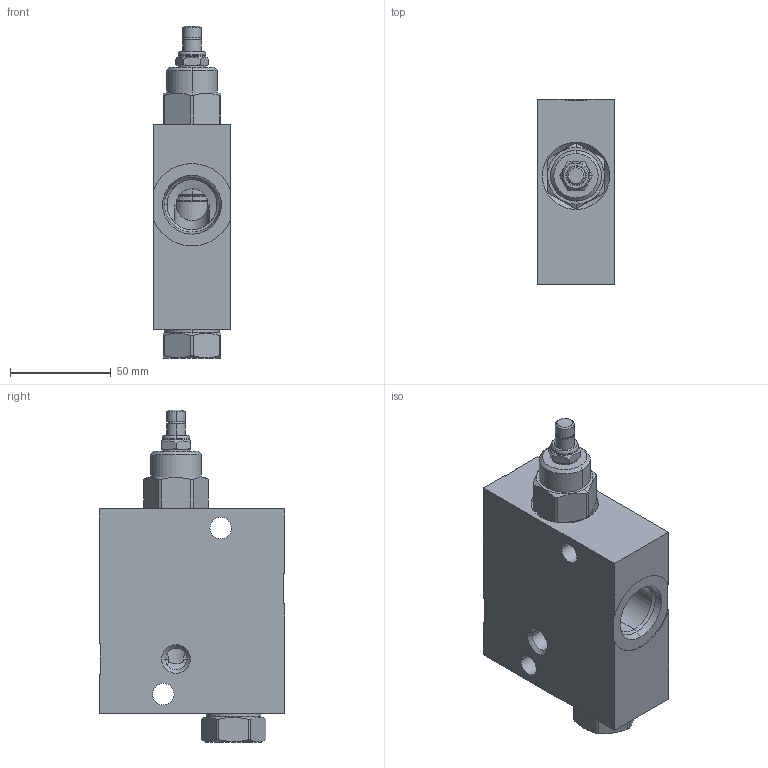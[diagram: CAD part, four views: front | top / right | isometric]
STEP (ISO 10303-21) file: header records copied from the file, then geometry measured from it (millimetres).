
FILE_DESCRIPTION((''),'2;1');
FILE_NAME('MANIFOLD_STP1_ASM','2015-04-15T',('Administrator'),(''),'PRO/ENGINEER BY PARAMETRIC TECHNOLOGY CORPORATION, 2006240','PRO/ENGINEER BY PARAMETRIC TECHNOLOGY CORPORATION, 2006240','');
FILE_SCHEMA(('CONFIG_CONTROL_DESIGN'));
Length unit declared in the file: inch
Products named in the file (3): 151021006E_PRT; ASMNAME_CART_PRT; MANIFOLD_STP1_ASM
Assembly tree (2 placements, depth 2):
  MANIFOLD_STP1_ASM
    151021006E_PRT
    ASMNAME_CART_PRT
Bounding box: 38.1 x 92.08 x 165.07 mm (x, y, z)
Surface area: 72745.8 mm2 (no closed solid volume)
Topology: 0 solids, 13 shells, 393 faces, 918 edges, 564 vertices
Faces by surface type: cylinder 155, cone 90, plane 77, torus 71
Entity records: 11859 total; most frequent: CARTESIAN_POINT 2419, DIRECTION 2204, ORIENTED_EDGE 1822, AXIS2_PLACEMENT_3D 953, EDGE_CURVE 918, VERTEX_POINT 564, CIRCLE 555, EDGE_LOOP 440
